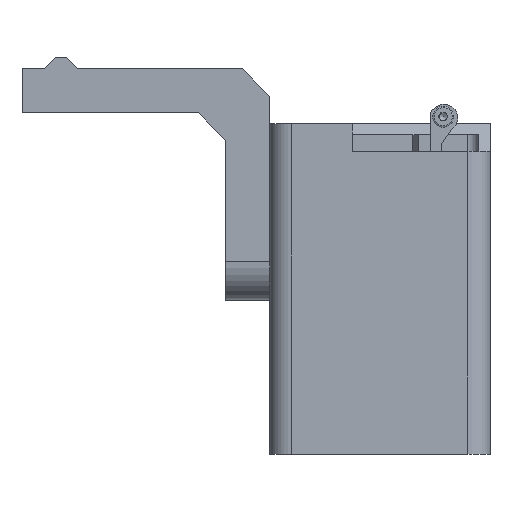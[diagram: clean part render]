
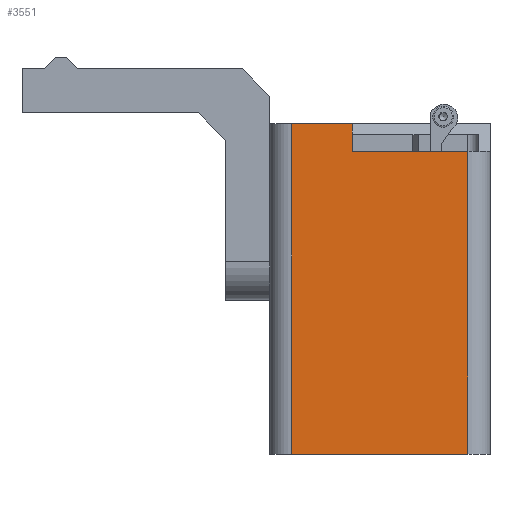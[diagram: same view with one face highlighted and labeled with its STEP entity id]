
A CAD part, front view. The second image highlights one B-rep face of the part: STEP entity #3551.
In plain terms, the highlighted planar face has unit normal (0, -1, 0).
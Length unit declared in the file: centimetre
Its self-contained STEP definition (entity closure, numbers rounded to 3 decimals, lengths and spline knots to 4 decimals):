
#150=PLANE($,#3874);
#321=LINE($,#5482,#666);
#438=LINE($,#5788,#783);
#447=LINE($,#5815,#792);
#451=LINE($,#5828,#796);
#452=LINE($,#5831,#797);
#453=LINE($,#5832,#798);
#666=VECTOR($,#4401,2.1);
#783=VECTOR($,#4696,0.5);
#792=VECTOR($,#4725,1.1);
#796=VECTOR($,#4741,6.);
#797=VECTOR($,#4744,3.2);
#798=VECTOR($,#4745,5.5);
#1093=FACE_OUTER_BOUND($,#1336,.T.);
#1336=EDGE_LOOP($,(#3096,#3097,#3098,#3099,#3100,#3101));
#1697=VERTEX_POINT($,#5479);
#1698=VERTEX_POINT($,#5481);
#1798=VERTEX_POINT($,#5786);
#1806=VERTEX_POINT($,#5813);
#1809=VERTEX_POINT($,#5826);
#1810=VERTEX_POINT($,#5830);
#2093=EDGE_CURVE($,#1698,#1697,#321,.T.);
#2244=EDGE_CURVE($,#1697,#1798,#438,.T.);
#2258=EDGE_CURVE($,#1806,#1798,#447,.T.);
#2265=EDGE_CURVE($,#1809,#1806,#451,.T.);
#2266=EDGE_CURVE($,#1809,#1810,#452,.T.);
#2267=EDGE_CURVE($,#1698,#1810,#453,.T.);
#3096=ORIENTED_EDGE($,*,*,#2265,.F.);
#3097=ORIENTED_EDGE($,*,*,#2266,.T.);
#3098=ORIENTED_EDGE($,*,*,#2267,.F.);
#3099=ORIENTED_EDGE($,*,*,#2093,.T.);
#3100=ORIENTED_EDGE($,*,*,#2244,.T.);
#3101=ORIENTED_EDGE($,*,*,#2258,.F.);
#3551=ADVANCED_FACE($,(#1093),#150,.T.);
#3874=AXIS2_PLACEMENT_3D($,#5829,#4742,#4743);
#4401=DIRECTION($,(-1.,0.,0.));
#4696=DIRECTION($,(0.,0.,1.));
#4725=DIRECTION($,(1.,0.,0.));
#4741=DIRECTION($,(0.,0.,1.));
#4742=DIRECTION('center_axis',(0.,-1.,0.));
#4743=DIRECTION('ref_axis',(1.,0.,0.));
#4744=DIRECTION($,(1.,0.,0.));
#4745=DIRECTION($,(0.,0.,-1.));
#5479=CARTESIAN_POINT('',(-6.25,13.,10.5));
#5481=CARTESIAN_POINT('',(-4.15,13.,10.5));
#5482=CARTESIAN_POINT($,(-6.75,13.,10.5));
#5786=CARTESIAN_POINT('',(-6.25,13.,11.));
#5788=CARTESIAN_POINT($,(-6.25,13.,7.75));
#5813=CARTESIAN_POINT('',(-7.35,13.,11.));
#5815=CARTESIAN_POINT($,(-4.15,13.,11.));
#5826=CARTESIAN_POINT('',(-7.35,13.,5.));
#5828=CARTESIAN_POINT($,(-7.35,13.,5.));
#5829=CARTESIAN_POINT('Origin',(-7.75,13.,5.));
#5830=CARTESIAN_POINT('',(-4.15,13.,5.));
#5831=CARTESIAN_POINT($,(-10.5,13.,5.));
#5832=CARTESIAN_POINT($,(-4.15,13.,5.));
